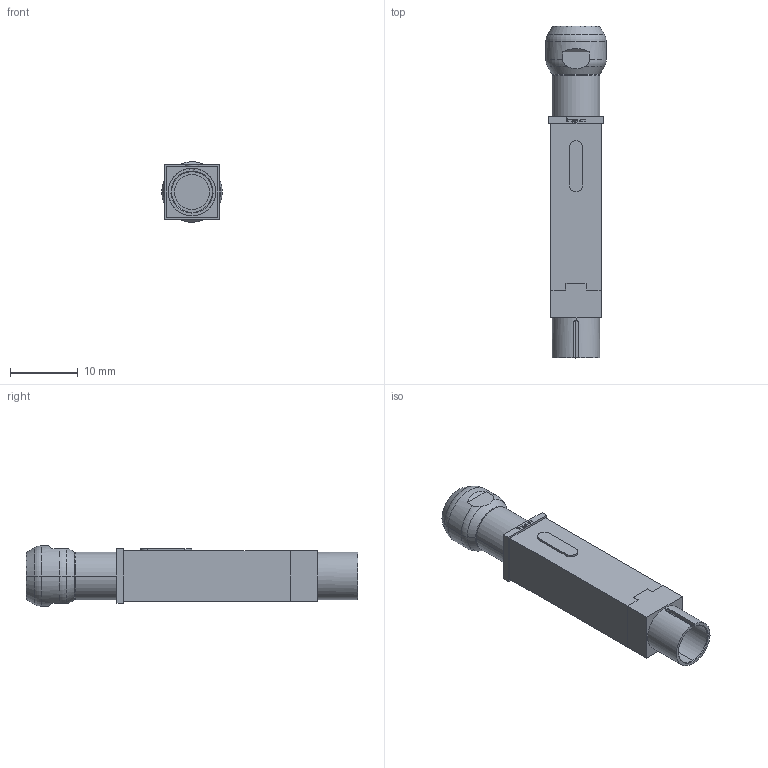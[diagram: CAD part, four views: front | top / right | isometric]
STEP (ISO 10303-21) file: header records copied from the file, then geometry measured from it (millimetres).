
FILE_DESCRIPTION (( 'STEP AP203' ), '1' );
FILE_NAME ('INGUN_HFS-819_303_090_A_xxx43_RV5.STEP', '2022-05-09T10:57:24', ( 'ochi' ), ( '' ), 'SwSTEP 2.0', 'SolidWorks 2018', '' );
FILE_SCHEMA (( 'CONFIG_CONTROL_DESIGN' ));
Length unit declared in the file: millimetre
Products named in the file (1): INGUN_HFS-819_303_090_A_xxx43_RV5
Bounding box: 8.9 x 48.9 x 8.9 mm (x, y, z)
Volume: 2188.9 mm3; surface area: 1757.3 mm2
Topology: 1 solids, 1 shells, 305 faces, 851 edges, 557 vertices
Faces by surface type: cylinder 104, plane 100, cone 72, bspline 22, torus 7
Entity records: 10439 total; most frequent: CARTESIAN_POINT 3216, ORIENTED_EDGE 1686, DIRECTION 1214, EDGE_CURVE 843, VERTEX_POINT 557, AXIS2_PLACEMENT_3D 467, B_SPLINE_CURVE_WITH_KNOTS 370, EDGE_LOOP 326
